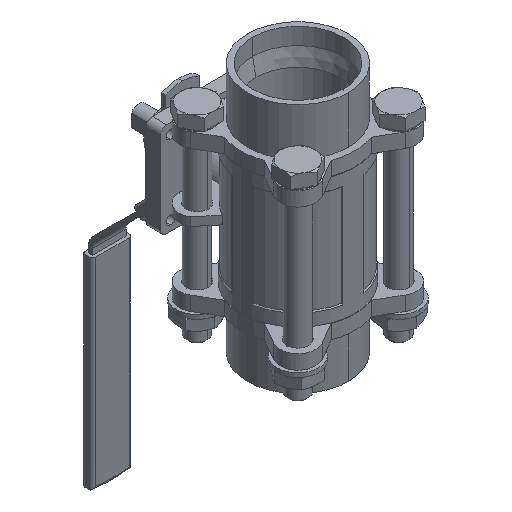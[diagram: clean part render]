
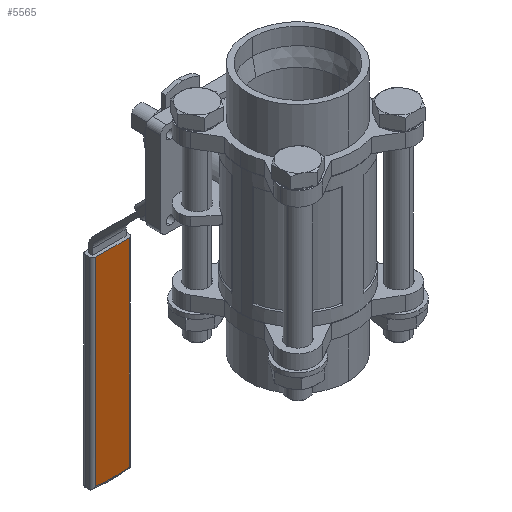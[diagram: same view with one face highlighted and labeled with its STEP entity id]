
A CAD part, isometric view. The second image highlights one B-rep face of the part: STEP entity #5565.
In plain terms, the highlighted planar face has unit normal (0, -1, 0).
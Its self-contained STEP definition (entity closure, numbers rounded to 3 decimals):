
#783 = FACE_OUTER_BOUND ( 'NONE', #4926, .T. ) ;
#3480 = CARTESIAN_POINT ( 'NONE',  ( 8., 31.5, -59.199 ) ) ;
#3487 = PLANE ( 'NONE',  #4315 ) ;
#3489 = DIRECTION ( 'NONE',  ( 0., 1., 0. ) ) ;
#3490 = DIRECTION ( 'NONE',  ( 0., 0., 1. ) ) ;
#3721 = CARTESIAN_POINT ( 'NONE',  ( 8., 31.5, -60.699 ) ) ;
#3724 = CARTESIAN_POINT ( 'NONE',  ( 8., 31.5, -155.475 ) ) ;
#3725 = CARTESIAN_POINT ( 'NONE',  ( -8., 31.5, -155.475 ) ) ;
#3726 = CARTESIAN_POINT ( 'NONE',  ( -8., 31.5, -60.699 ) ) ;
#4315 = AXIS2_PLACEMENT_3D ( 'NONE', #3480, #3489, #3490 ) ;
#4487 = AXIS2_PLACEMENT_3D ( 'NONE', #14568, #14569, #14570 ) ;
#4926 = EDGE_LOOP ( 'NONE', ( #15480, #15492, #15456, #15463 ) ) ;
#5565 = ADVANCED_FACE ( 'NONE', ( #783 ), #3487, .F. ) ;
#8236 = VERTEX_POINT ( 'NONE', #3721 ) ;
#8239 = VERTEX_POINT ( 'NONE', #3724 ) ;
#8240 = VERTEX_POINT ( 'NONE', #3725 ) ;
#8241 = VERTEX_POINT ( 'NONE', #3726 ) ;
#13988 = LINE ( 'NONE', #14538, #13990 ) ;
#13989 = CIRCLE ( 'NONE', #4487, 69.964 ) ;
#13990 = VECTOR ( 'NONE', #14533, 1000. ) ;
#14003 = LINE ( 'NONE', #14611, #14006 ) ;
#14005 = LINE ( 'NONE', #14613, #14008 ) ;
#14006 = VECTOR ( 'NONE', #14612, 1000. ) ;
#14008 = VECTOR ( 'NONE', #14614, 1000. ) ;
#14533 = DIRECTION ( 'NONE',  ( -1., 0., 0. ) ) ;
#14538 = CARTESIAN_POINT ( 'NONE',  ( 9.5, 31.5, -60.699 ) ) ;
#14568 = CARTESIAN_POINT ( 'NONE',  ( 0., 31.5, -85.971 ) ) ;
#14569 = DIRECTION ( 'NONE',  ( 0., -1., 0. ) ) ;
#14570 = DIRECTION ( 'NONE',  ( 0., 0., 1. ) ) ;
#14611 = CARTESIAN_POINT ( 'NONE',  ( -8., 31.5, -156.8 ) ) ;
#14612 = DIRECTION ( 'NONE',  ( 0., 0., -1. ) ) ;
#14613 = CARTESIAN_POINT ( 'NONE',  ( 8., 31.5, -60.699 ) ) ;
#14614 = DIRECTION ( 'NONE',  ( 0., 0., 1. ) ) ;
#15456 = ORIENTED_EDGE ( 'NONE', *, *, #18030, .T. ) ;
#15463 = ORIENTED_EDGE ( 'NONE', *, *, #18039, .T. ) ;
#15480 = ORIENTED_EDGE ( 'NONE', *, *, #18024, .T. ) ;
#15492 = ORIENTED_EDGE ( 'NONE', *, *, #18038, .T. ) ;
#18024 = EDGE_CURVE ( 'NONE', #8236, #8241, #13988, .T. ) ;
#18030 = EDGE_CURVE ( 'NONE', #8240, #8239, #13989, .T. ) ;
#18038 = EDGE_CURVE ( 'NONE', #8241, #8240, #14003, .T. ) ;
#18039 = EDGE_CURVE ( 'NONE', #8239, #8236, #14005, .T. ) ;
